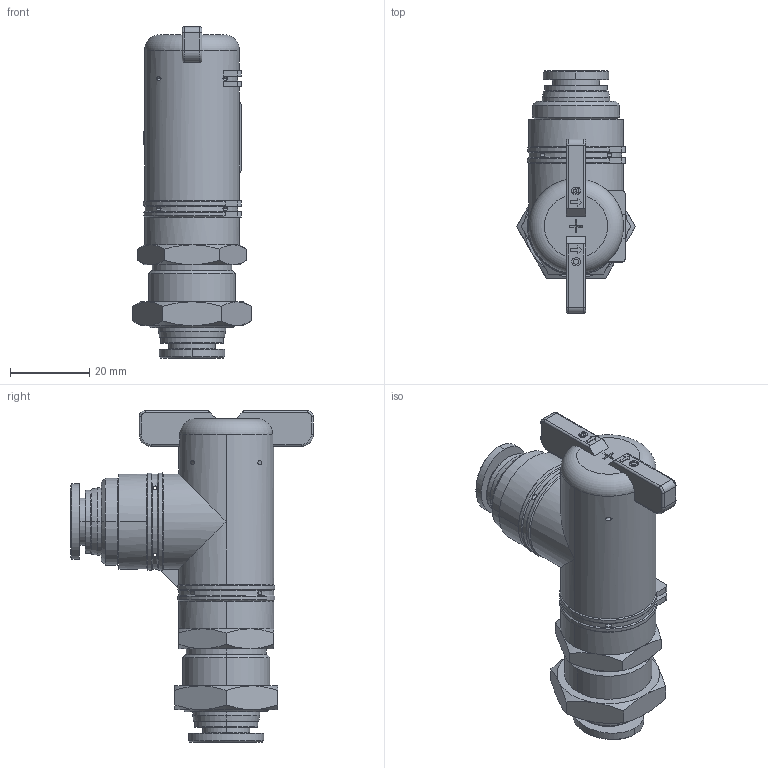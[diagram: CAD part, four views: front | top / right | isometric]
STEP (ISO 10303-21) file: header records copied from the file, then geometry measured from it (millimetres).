
FILE_DESCRIPTION((''),'2;1');
FILE_NAME('BLM601010-mdt.stp','2017-07-24T19:18:25',(''),(''),'Mechanical Desktop 2009','Mechanical Desktop 2009',', , ');
FILE_SCHEMA(('CONFIG_CONTROL_DESIGN'));
Length unit declared in the file: millimetre
Products named in the file (7): BLM601010-MDTA; BLM601010-MDT; BM60-10; COLLAR-10C; BC10-20; BOLT-M3; HA
Assembly tree (7 placements, depth 3):
  BLM601010-MDTA
    BLM601010-MDT
    BM60-10
      COLLAR-10C
    BC10-20
      COLLAR-10C
    BOLT-M3
    HA
Bounding box: 30.02 x 61.3 x 83.9 mm (x, y, z)
Volume: 44206.9 mm3; surface area: 12973.7 mm2
Topology: 1 solids, 4 shells, 441 faces, 1109 edges, 701 vertices
Faces by surface type: plane 247, cylinder 106, cone 56, torus 22, bspline 10
Entity records: 14920 total; most frequent: CARTESIAN_POINT 4327, ORIENTED_EDGE 2214, DIRECTION 2133, EDGE_CURVE 1107, AXIS2_PLACEMENT_3D 723, VERTEX_POINT 701, VECTOR 687, LINE 687
